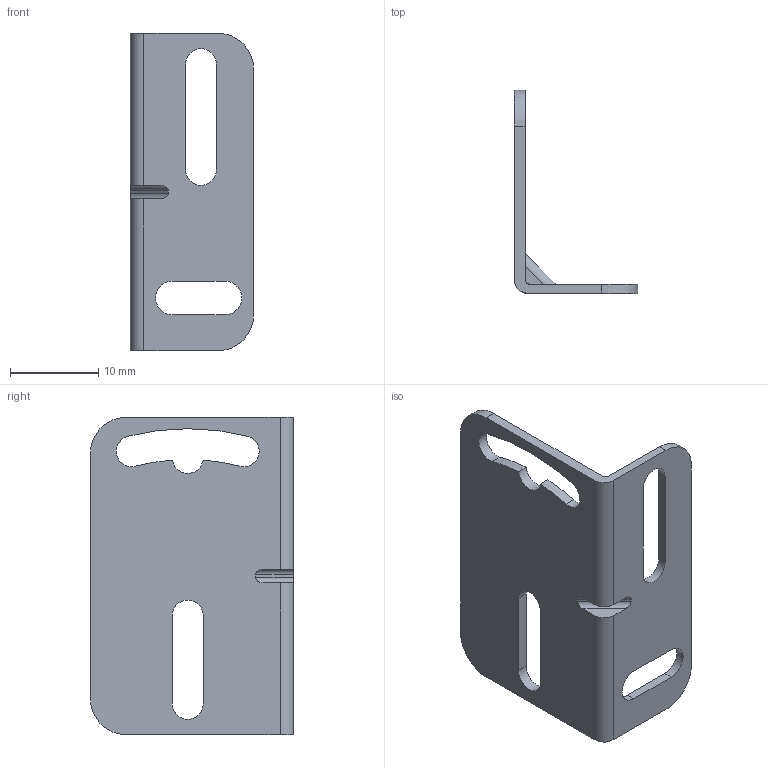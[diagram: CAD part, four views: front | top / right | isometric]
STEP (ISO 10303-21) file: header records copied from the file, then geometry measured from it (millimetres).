
FILE_DESCRIPTION((''),'2;1');
FILE_NAME('156769_SW','2011-10-06T',('banengservice'),('BANNER ENGINEERING'),'PRO/ENGINEER BY PARAMETRIC TECHNOLOGY CORPORATION, 2009141','PRO/ENGINEER BY PARAMETRIC TECHNOLOGY CORPORATION, 2009141','');
FILE_SCHEMA(('CONFIG_CONTROL_DESIGN'));
Length unit declared in the file: inch
Products named in the file (1): 156769_SW
Bounding box: 13.97 x 23.01 x 35.99 mm (x, y, z)
Volume: 1234.7 mm3; surface area: 2456.3 mm2
Topology: 1 solids, 1 shells, 44 faces, 126 edges, 84 vertices
Faces by surface type: cylinder 24, plane 20
Entity records: 1546 total; most frequent: CARTESIAN_POINT 310, ORIENTED_EDGE 252, DIRECTION 246, EDGE_CURVE 126, AXIS2_PLACEMENT_3D 84, VERTEX_POINT 84, VECTOR 78, LINE 78
